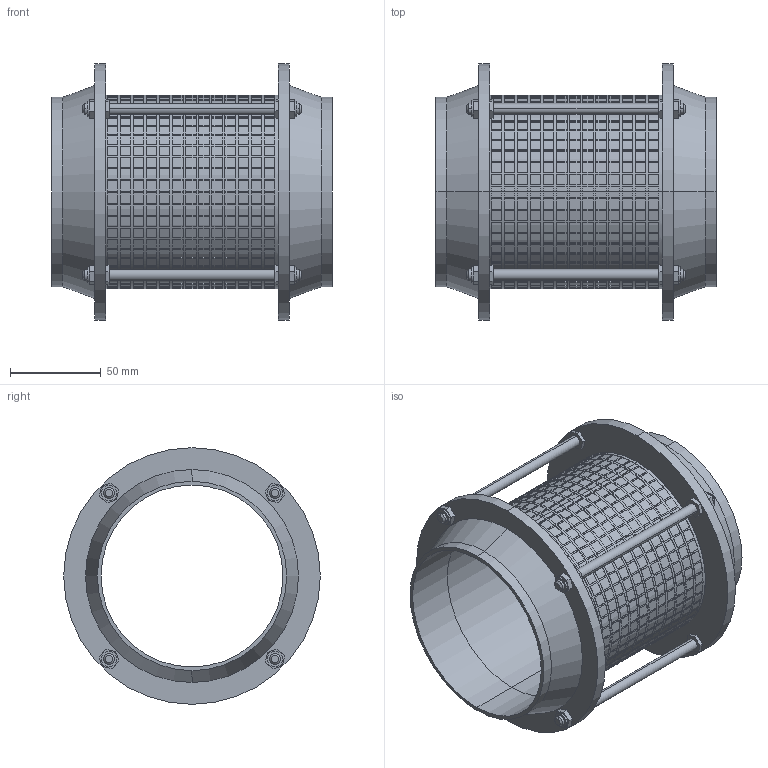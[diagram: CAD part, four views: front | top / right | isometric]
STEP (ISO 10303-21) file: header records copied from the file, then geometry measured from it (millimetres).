
FILE_DESCRIPTION (( 'STEP AP203' ), '1' );
FILE_NAME ('3D_M-7006_DN100_174601040.STEP', '2024-10-04T10:21:17', ( '' ), ( '' ), 'SwSTEP 2.0', 'SolidWorks 2024', '' );
FILE_SCHEMA (( 'CONFIG_CONTROL_DESIGN' ));
Length unit declared in the file: millimetre
Products named in the file (1): 3D_M-7006_DN100_174601040
Bounding box: 154 x 141 x 141 mm (x, y, z)
Volume: 263904.2 mm3; surface area: 166655.4 mm2
Topology: 10 solids, 10 shells, 2851 faces, 8530 edges, 5680 vertices
Faces by surface type: plane 2749, cylinder 82, cone 20
Entity records: 99487 total; most frequent: DIRECTION 17122, CARTESIAN_POINT 17062, ORIENTED_EDGE 17060, EDGE_CURVE 8530, AXIS2_PLACEMENT_3D 5740, VERTEX_POINT 5680, LINE 5642, VECTOR 5642
